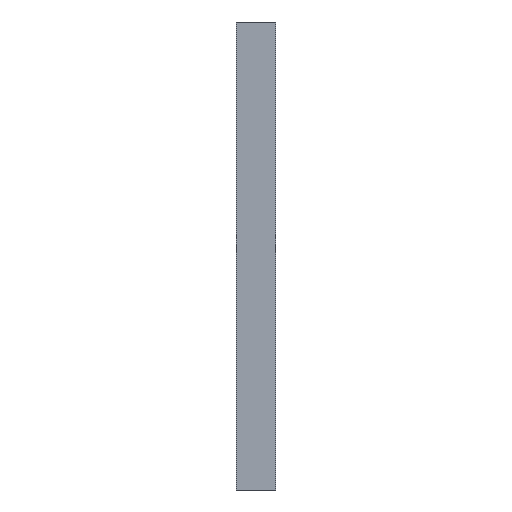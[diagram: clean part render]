
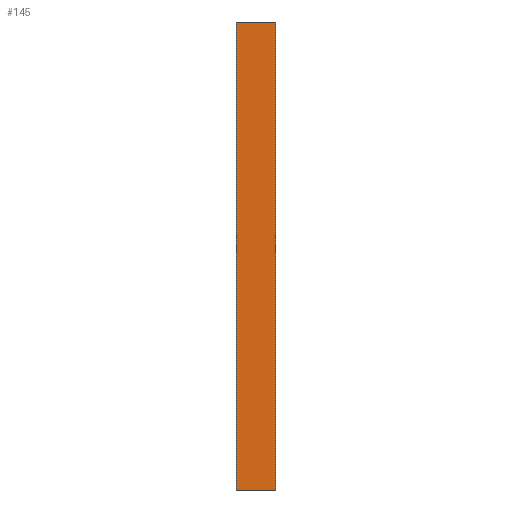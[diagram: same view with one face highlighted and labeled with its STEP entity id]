
A CAD part, left-side view. The second image highlights one B-rep face of the part: STEP entity #145.
In plain terms, the highlighted planar face has unit normal (-1, 0, 0).
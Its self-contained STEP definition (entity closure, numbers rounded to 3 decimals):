
#9 = VERTEX_POINT ( 'NONE', #204 ) ;
#12 = DIRECTION ( 'NONE',  ( 0., 0., -1. ) ) ;
#16 = CARTESIAN_POINT ( 'NONE',  ( -12.7, 25.4, 598.4 ) ) ;
#21 = DIRECTION ( 'NONE',  ( 0., 0., -1. ) ) ;
#23 = VERTEX_POINT ( 'NONE', #252 ) ;
#24 = CARTESIAN_POINT ( 'NONE',  ( -12.7, -25.4, 598.4 ) ) ;
#25 = DIRECTION ( 'NONE',  ( 1., 0., 0. ) ) ;
#28 = EDGE_CURVE ( 'NONE', #9, #23, #230, .T. ) ;
#44 = CARTESIAN_POINT ( 'NONE',  ( -12.7, 25.4, 0. ) ) ;
#62 = VECTOR ( 'NONE', #278, 1000. ) ;
#77 = CARTESIAN_POINT ( 'NONE',  ( -12.7, 25.4, 598.4 ) ) ;
#78 = EDGE_CURVE ( 'NONE', #295, #9, #323, .T. ) ;
#83 = VECTOR ( 'NONE', #179, 1000. ) ;
#107 = ORIENTED_EDGE ( 'NONE', *, *, #78, .T. ) ;
#112 = ORIENTED_EDGE ( 'NONE', *, *, #290, .F. ) ;
#130 = ORIENTED_EDGE ( 'NONE', *, *, #311, .F. ) ;
#136 = EDGE_LOOP ( 'NONE', ( #231, #130, #112, #107 ) ) ;
#145 = ADVANCED_FACE ( 'NONE', ( #157 ), #148, .F. ) ;
#148 = PLANE ( 'NONE',  #274 ) ;
#157 = FACE_OUTER_BOUND ( 'NONE', #136, .T. ) ;
#163 = CARTESIAN_POINT ( 'NONE',  ( -12.7, -25.4, 598.4 ) ) ;
#179 = DIRECTION ( 'NONE',  ( 0., 0., -1. ) ) ;
#185 = LINE ( 'NONE', #163, #83 ) ;
#204 = CARTESIAN_POINT ( 'NONE',  ( -12.7, 25.4, 0. ) ) ;
#209 = DIRECTION ( 'NONE',  ( 0., -1., 0. ) ) ;
#230 = LINE ( 'NONE', #44, #62 ) ;
#231 = ORIENTED_EDGE ( 'NONE', *, *, #28, .T. ) ;
#234 = VECTOR ( 'NONE', #209, 1000. ) ;
#244 = LINE ( 'NONE', #77, #234 ) ;
#252 = CARTESIAN_POINT ( 'NONE',  ( -12.7, -25.4, 0. ) ) ;
#266 = VECTOR ( 'NONE', #12, 1000. ) ;
#274 = AXIS2_PLACEMENT_3D ( 'NONE', #16, #25, #21 ) ;
#277 = CARTESIAN_POINT ( 'NONE',  ( -12.7, 25.4, 598.4 ) ) ;
#278 = DIRECTION ( 'NONE',  ( 0., -1., 0. ) ) ;
#290 = EDGE_CURVE ( 'NONE', #295, #326, #244, .T. ) ;
#295 = VERTEX_POINT ( 'NONE', #307 ) ;
#307 = CARTESIAN_POINT ( 'NONE',  ( -12.7, 25.4, 598.4 ) ) ;
#311 = EDGE_CURVE ( 'NONE', #326, #23, #185, .T. ) ;
#323 = LINE ( 'NONE', #277, #266 ) ;
#326 = VERTEX_POINT ( 'NONE', #24 ) ;
